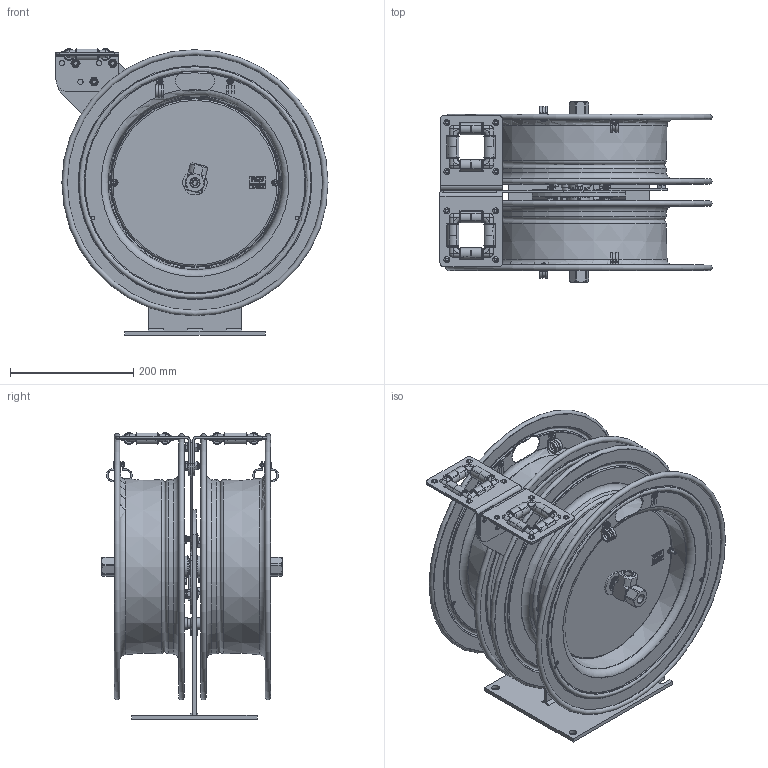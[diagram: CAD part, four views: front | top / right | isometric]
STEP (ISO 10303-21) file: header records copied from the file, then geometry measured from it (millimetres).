
FILE_DESCRIPTION(/* description */ (''),/* implementation_level */ '2;1');
FILE_NAME(/* name */ 'C-LPL-350-350_SHARED.stp',/* time_stamp */ '2020-01-14T13:59:43-07:00',/* author */ ('NMelton'),/* organization */ (''),/* preprocessor_version */ 'ST-DEVELOPER v17',/* originating_system */ 'Autodesk Inventor 2019',/* authorisation */ '');
FILE_SCHEMA (('AUTOMOTIVE_DESIGN { 1 0 10303 214 3 1 1 }'));
Products named in the file (1): C-LPL-350-350_SHARED
Bounding box: 441.44 x 292.51 x 465.11 mm (x, y, z)
Surface area: 1712445.9 mm2 (no closed solid volume)
Topology: 0 solids, 216 shells, 2851 faces, 14357 edges, 11323 vertices
Faces by surface type: plane 1484, cylinder 705, bspline 337, cone 196, torus 92, sphere 37
Full cylindrical faces by diameter (mm): 2.159 x4, 2.54 x1, 3.048 x1, 3.962 x4, 4.699 x8, 4.826 x8, 5.182 x4, 5.556 x5, 5.588 x9, 6.35 x10, 7.938 x3, 8.636 x6, 8.89 x3, 11.43 x3, 12.192 x6, 12.7 x2, 14.859 x2, 15.875 x1, 17.882 x2, 19.05 x10, 20.574 x2, 25.362 x1, 34.925 x2, 35.052 x2, 39.624 x2, 273.05 x1
Entity records: 162512 total; most frequent: CARTESIAN_POINT 54540, ORIENTED_EDGE 19476, DIRECTION 19064, EDGE_CURVE 14323, VERTEX_POINT 11323, LINE 8396, VECTOR 8396, AXIS2_PLACEMENT_3D 5334
